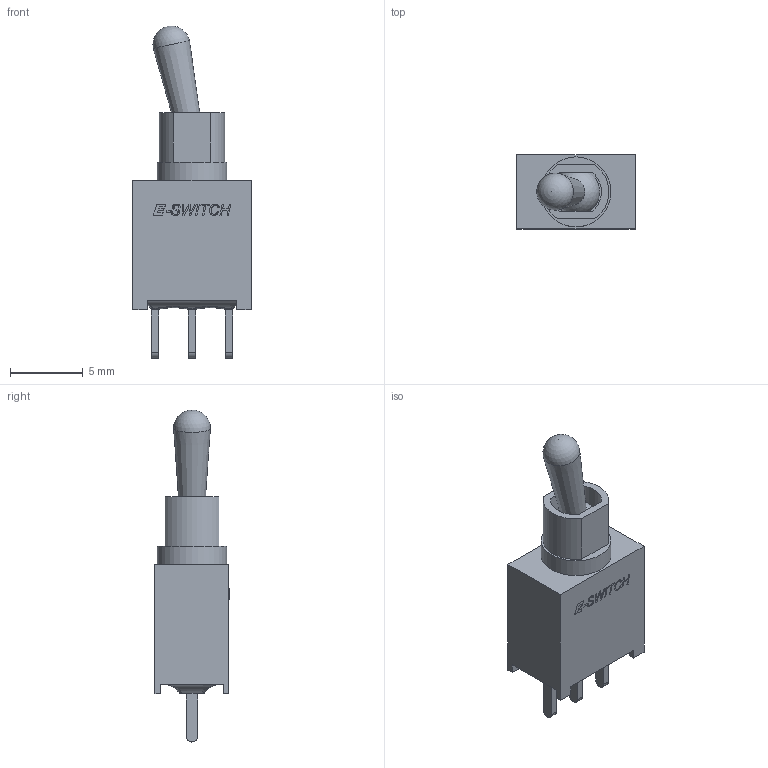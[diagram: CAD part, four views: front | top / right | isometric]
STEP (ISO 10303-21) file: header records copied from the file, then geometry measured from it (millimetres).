
FILE_DESCRIPTION(/* description */ (''),/* implementation_level */ '2;1');
FILE_NAME(/* name */ '200AWMSPxT2A1M2xE.stp',/* time_stamp */ '2018-07-11T08:48:29-05:00',/* author */ ('mroman'),/* organization */ (''),/* preprocessor_version */ 'ST-DEVELOPER v17',/* originating_system */ 'Autodesk Inventor 2018',/* authorisation */ '');
FILE_SCHEMA (('AUTOMOTIVE_DESIGN { 1 0 10303 214 3 1 1 }'));
Length unit declared in the file: millimetre
Products named in the file (1): 200AWMSPxT2A1M2xE
Bounding box: 8.13 x 5.08 x 22.79 mm (x, y, z)
Volume: 438.4 mm3; surface area: 500.3 mm2
Topology: 1 solids, 1 shells, 178 faces, 495 edges, 331 vertices
Faces by surface type: plane 115, bspline 46, cylinder 14, sphere 2, cone 1
Full cylindrical faces by diameter (mm): 4.8 x1
Entity records: 6247 total; most frequent: CARTESIAN_POINT 1966, ORIENTED_EDGE 988, DIRECTION 676, EDGE_CURVE 494, LINE 342, VECTOR 342, VERTEX_POINT 331, EDGE_LOOP 195
